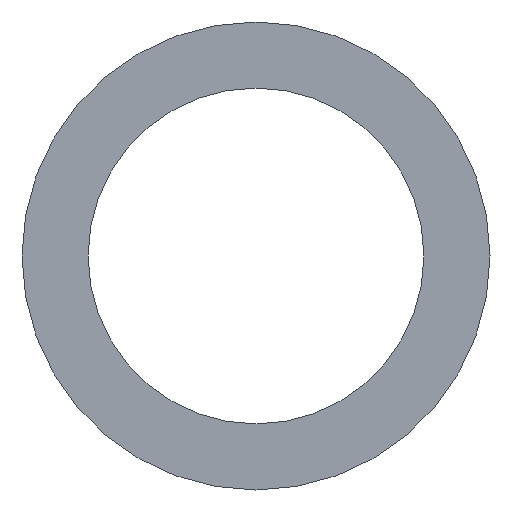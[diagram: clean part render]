
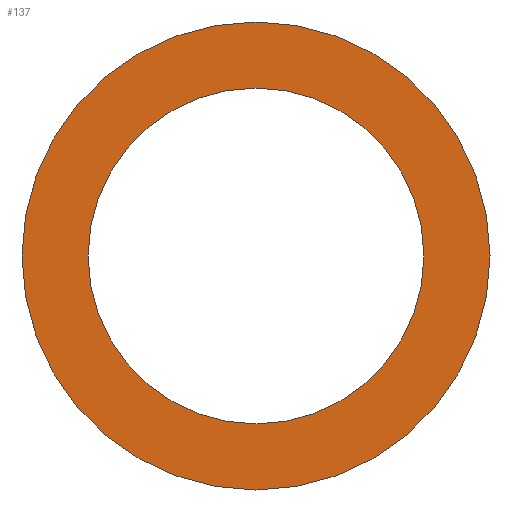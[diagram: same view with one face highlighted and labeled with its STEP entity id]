
A CAD part, left-side view. The second image highlights one B-rep face of the part: STEP entity #137.
In plain terms, the highlighted planar face has unit normal (-1, 0, 0).
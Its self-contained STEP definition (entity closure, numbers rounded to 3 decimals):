
#14 = CARTESIAN_POINT ( 'NONE',  ( -0.5, 0., 0. ) ) ;
#15 = AXIS2_PLACEMENT_3D ( 'NONE', #179, #149, #194 ) ;
#21 = EDGE_CURVE ( 'NONE', #45, #124, #111, .T. ) ;
#22 = DIRECTION ( 'NONE',  ( 1., 0., 0. ) ) ;
#28 = ORIENTED_EDGE ( 'NONE', *, *, #21, .T. ) ;
#40 = EDGE_LOOP ( 'NONE', ( #58, #28 ) ) ;
#45 = VERTEX_POINT ( 'NONE', #62 ) ;
#47 = DIRECTION ( 'NONE',  ( 1., 0., 0. ) ) ;
#48 = CARTESIAN_POINT ( 'NONE',  ( -0.5, 0., -4.25 ) ) ;
#52 = ORIENTED_EDGE ( 'NONE', *, *, #134, .F. ) ;
#55 = EDGE_LOOP ( 'NONE', ( #104, #52 ) ) ;
#58 = ORIENTED_EDGE ( 'NONE', *, *, #166, .T. ) ;
#60 = FACE_BOUND ( 'NONE', #40, .T. ) ;
#62 = CARTESIAN_POINT ( 'NONE',  ( -0.5, 0., -3.05 ) ) ;
#63 = DIRECTION ( 'NONE',  ( 0., 0., -1. ) ) ;
#66 = AXIS2_PLACEMENT_3D ( 'NONE', #76, #22, #63 ) ;
#76 = CARTESIAN_POINT ( 'NONE',  ( -0.5, 0., 0. ) ) ;
#85 = EDGE_CURVE ( 'NONE', #177, #157, #94, .T. ) ;
#91 = CARTESIAN_POINT ( 'NONE',  ( -0.5, 0., 0. ) ) ;
#92 = DIRECTION ( 'NONE',  ( 0., 0., -1. ) ) ;
#94 = CIRCLE ( 'NONE', #15, 4.25 ) ;
#104 = ORIENTED_EDGE ( 'NONE', *, *, #85, .F. ) ;
#111 = CIRCLE ( 'NONE', #185, 3.05 ) ;
#121 = AXIS2_PLACEMENT_3D ( 'NONE', #208, #197, #92 ) ;
#124 = VERTEX_POINT ( 'NONE', #143 ) ;
#128 = DIRECTION ( 'NONE',  ( 0., 0., -1. ) ) ;
#134 = EDGE_CURVE ( 'NONE', #157, #177, #142, .T. ) ;
#137 = ADVANCED_FACE ( 'NONE', ( #173, #60 ), #205, .F. ) ;
#142 = CIRCLE ( 'NONE', #121, 4.25 ) ;
#143 = CARTESIAN_POINT ( 'NONE',  ( -0.5, 0., 3.05 ) ) ;
#149 = DIRECTION ( 'NONE',  ( 1., 0., 0. ) ) ;
#157 = VERTEX_POINT ( 'NONE', #48 ) ;
#166 = EDGE_CURVE ( 'NONE', #124, #45, #210, .T. ) ;
#173 = FACE_OUTER_BOUND ( 'NONE', #55, .T. ) ;
#177 = VERTEX_POINT ( 'NONE', #186 ) ;
#179 = CARTESIAN_POINT ( 'NONE',  ( -0.5, 0., 0. ) ) ;
#185 = AXIS2_PLACEMENT_3D ( 'NONE', #91, #47, #196 ) ;
#186 = CARTESIAN_POINT ( 'NONE',  ( -0.5, 0., 4.25 ) ) ;
#194 = DIRECTION ( 'NONE',  ( 0., 0., -1. ) ) ;
#196 = DIRECTION ( 'NONE',  ( 0., 0., -1. ) ) ;
#197 = DIRECTION ( 'NONE',  ( 1., 0., 0. ) ) ;
#198 = DIRECTION ( 'NONE',  ( 1., 0., 0. ) ) ;
#205 = PLANE ( 'NONE',  #211 ) ;
#208 = CARTESIAN_POINT ( 'NONE',  ( -0.5, 0., 0. ) ) ;
#210 = CIRCLE ( 'NONE', #66, 3.05 ) ;
#211 = AXIS2_PLACEMENT_3D ( 'NONE', #14, #198, #128 ) ;
